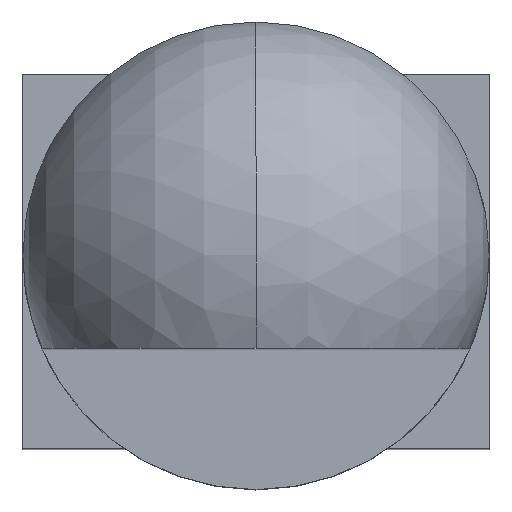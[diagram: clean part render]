
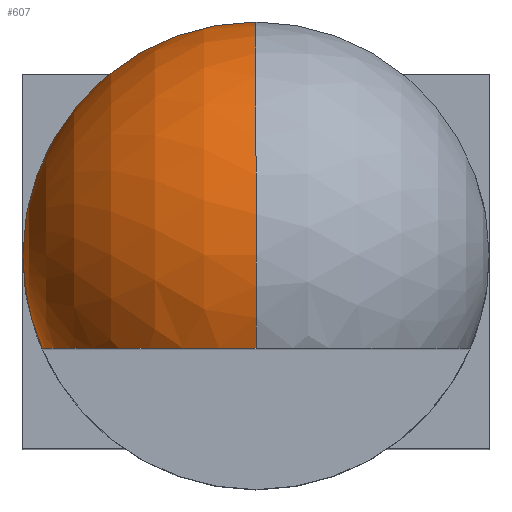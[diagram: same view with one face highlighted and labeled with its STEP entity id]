
A CAD part, top view. The second image highlights one B-rep face of the part: STEP entity #607.
In plain terms, the highlighted spherical face has radius 2.5 mm.
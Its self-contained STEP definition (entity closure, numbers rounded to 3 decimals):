
#27 = DIRECTION ( 'NONE',  ( -1., 0., 0. ) ) ;
#28 = AXIS2_PLACEMENT_3D ( 'NONE', #386, #488, #594 ) ;
#33 = ORIENTED_EDGE ( 'NONE', *, *, #81, .T. ) ;
#41 = EDGE_CURVE ( 'NONE', #111, #369, #91, .T. ) ;
#52 = DIRECTION ( 'NONE',  ( 0., 0., -1. ) ) ;
#55 = VERTEX_POINT ( 'NONE', #481 ) ;
#60 = DIRECTION ( 'NONE',  ( -1., 0., 0. ) ) ;
#69 = CARTESIAN_POINT ( 'NONE',  ( -2.291, -1., 24.5 ) ) ;
#71 = CARTESIAN_POINT ( 'NONE',  ( 0., -1., 24.5 ) ) ;
#74 = DIRECTION ( 'NONE',  ( 0., -1., 0. ) ) ;
#81 = EDGE_CURVE ( 'NONE', #170, #249, #451, .T. ) ;
#91 = CIRCLE ( 'NONE', #553, 2.291 ) ;
#111 = VERTEX_POINT ( 'NONE', #69 ) ;
#120 = DIRECTION ( 'NONE',  ( 0., 0., 1. ) ) ;
#132 = ORIENTED_EDGE ( 'NONE', *, *, #482, .T. ) ;
#135 = CARTESIAN_POINT ( 'NONE',  ( 0., 0., 24.5 ) ) ;
#138 = EDGE_CURVE ( 'NONE', #249, #111, #207, .T. ) ;
#170 = VERTEX_POINT ( 'NONE', #538 ) ;
#187 = DIRECTION ( 'NONE',  ( 0., -1., 0. ) ) ;
#207 = CIRCLE ( 'NONE', #28, 2.5 ) ;
#211 = CARTESIAN_POINT ( 'NONE',  ( 0., 0., 24.5 ) ) ;
#224 = ORIENTED_EDGE ( 'NONE', *, *, #138, .T. ) ;
#249 = VERTEX_POINT ( 'NONE', #296 ) ;
#258 = CARTESIAN_POINT ( 'NONE',  ( 0., -1., 26.791 ) ) ;
#279 = EDGE_LOOP ( 'NONE', ( #522, #132, #33, #224, #461 ) ) ;
#292 = CIRCLE ( 'NONE', #642, 2.5 ) ;
#296 = CARTESIAN_POINT ( 'NONE',  ( -2.5, 0., 24.5 ) ) ;
#297 = SPHERICAL_SURFACE ( 'NONE', #453, 2.5 ) ;
#300 = FACE_OUTER_BOUND ( 'NONE', #279, .T. ) ;
#318 = EDGE_CURVE ( 'NONE', #55, #369, #292, .T. ) ;
#345 = AXIS2_PLACEMENT_3D ( 'NONE', #588, #60, #74 ) ;
#360 = DIRECTION ( 'NONE',  ( 1., 0., 0. ) ) ;
#369 = VERTEX_POINT ( 'NONE', #258 ) ;
#375 = DIRECTION ( 'NONE',  ( 0., 0., -1. ) ) ;
#376 = CARTESIAN_POINT ( 'NONE',  ( 0., 0., 24.5 ) ) ;
#386 = CARTESIAN_POINT ( 'NONE',  ( 0., 0., 24.5 ) ) ;
#430 = DIRECTION ( 'NONE',  ( 1., 0., 0. ) ) ;
#436 = AXIS2_PLACEMENT_3D ( 'NONE', #376, #120, #430 ) ;
#451 = CIRCLE ( 'NONE', #436, 2.5 ) ;
#453 = AXIS2_PLACEMENT_3D ( 'NONE', #135, #27, #187 ) ;
#461 = ORIENTED_EDGE ( 'NONE', *, *, #41, .T. ) ;
#481 = CARTESIAN_POINT ( 'NONE',  ( 0., 0., 27. ) ) ;
#482 = EDGE_CURVE ( 'NONE', #55, #170, #521, .T. ) ;
#488 = DIRECTION ( 'NONE',  ( 0., 0., 1. ) ) ;
#521 = CIRCLE ( 'NONE', #345, 2.5 ) ;
#522 = ORIENTED_EDGE ( 'NONE', *, *, #318, .F. ) ;
#527 = DIRECTION ( 'NONE',  ( 0., 1., 0. ) ) ;
#538 = CARTESIAN_POINT ( 'NONE',  ( 0., 2.5, 24.5 ) ) ;
#553 = AXIS2_PLACEMENT_3D ( 'NONE', #71, #527, #375 ) ;
#588 = CARTESIAN_POINT ( 'NONE',  ( 0., 0., 24.5 ) ) ;
#594 = DIRECTION ( 'NONE',  ( 1., 0., 0. ) ) ;
#607 = ADVANCED_FACE ( 'NONE', ( #300 ), #297, .T. ) ;
#642 = AXIS2_PLACEMENT_3D ( 'NONE', #211, #360, #52 ) ;
